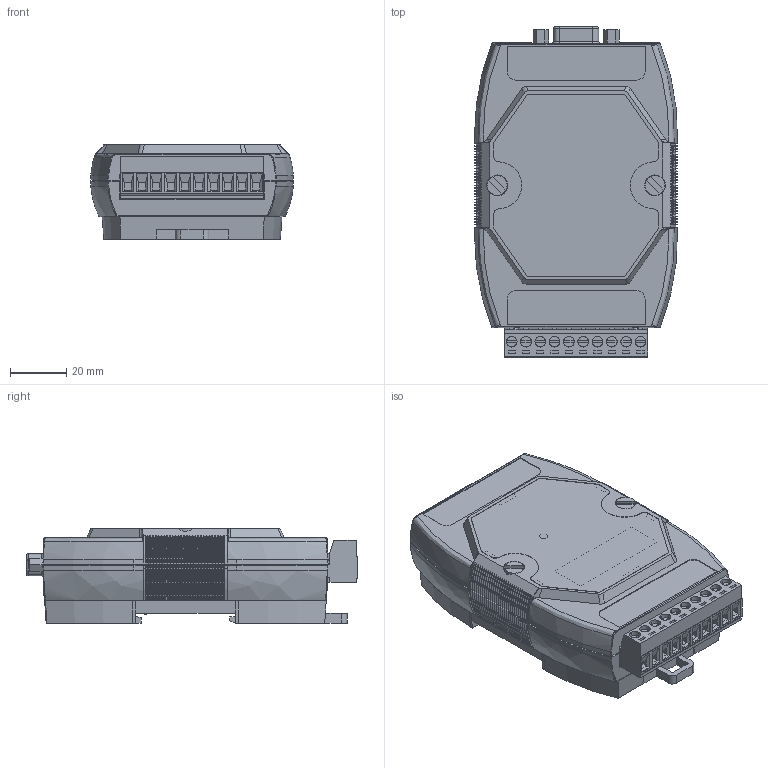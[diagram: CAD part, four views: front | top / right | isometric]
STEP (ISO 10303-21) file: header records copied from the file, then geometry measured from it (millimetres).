
FILE_DESCRIPTION (( 'STEP AP203' ), '1' );
FILE_NAME ('I-7188-512.STEP', '2021-01-15T09:01:09', ( 'Windows 使用者' ), ( '' ), 'SwSTEP 2.0', 'SolidWorks 2020', '' );
FILE_SCHEMA (( 'CONFIG_CONTROL_DESIGN' ));
Length unit declared in the file: millimetre
Products named in the file (11): MC100-50810_ME010_90D; MC100-50810; 貼紙; 4SAPP-005-A; 4SIPP-002-A_N; 4SIPP-002-B; 7K_PCB; 2DC9F-90; ME010-50810; 7000-PCGai.sldasm-Part-1; I-7188-512
Assembly tree (11 placements, depth 3):
  I-7188-512
    4SIPP-002-B
    4SIPP-002-A_N
    4SAPP-005-A
    7000-PCGai.sldasm-Part-1  x2
    7K_PCB
    貼紙
    MC100-50810_ME010_90D
      ME010-50810
      MC100-50810
    2DC9F-90
Bounding box: 72.04 x 117.33 x 33.6 mm (x, y, z)
Volume: 63970.2 mm3; surface area: 80975.1 mm2
Topology: 10 solids, 10 shells, 2956 faces, 8109 edges, 5286 vertices
Faces by surface type: plane 1577, cylinder 471, bspline 340, cone 280, torus 266, sphere 22
Entity records: 105218 total; most frequent: CARTESIAN_POINT 36235, ORIENTED_EDGE 15672, DIRECTION 12270, EDGE_CURVE 7836, VERTEX_POINT 5104, AXIS2_PLACEMENT_3D 4370, VECTOR 3530, LINE 3530
